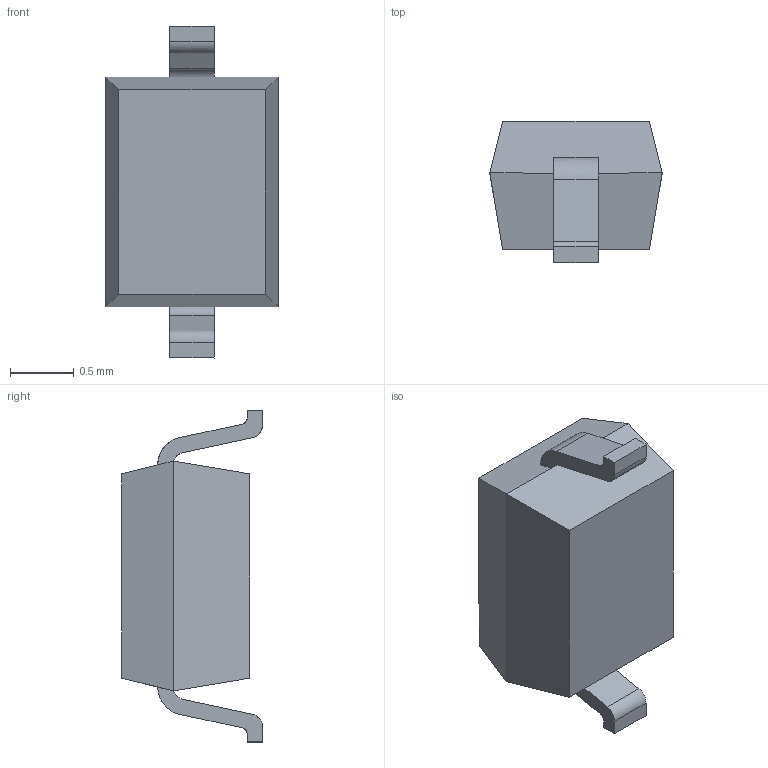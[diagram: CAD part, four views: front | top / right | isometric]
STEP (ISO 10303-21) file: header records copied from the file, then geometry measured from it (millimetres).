
FILE_DESCRIPTION(('FreeCAD Model'),'2;1');
FILE_NAME('SOD-323 01.stp','2016-01-27T22:40:50',('FreeCAD'),('FreeCAD'), 'Open CASCADE STEP processor 6.8','FreeCAD','Unknown');
FILE_SCHEMA(('AUTOMOTIVE_DESIGN_CC2 { 1 2 10303 214 -1 1 5 4 }'));
Length unit declared in the file: millimetre
Products named in the file (1): Open CASCADE STEP translator 6.8 102
Bounding box: 1.35 x 1.1 x 2.6 mm (x, y, z)
Volume: 2.2 mm3; surface area: 11.4 mm2
Topology: 1 solids, 1 shells, 33 faces, 85 edges, 54 vertices
Faces by surface type: plane 25, bspline 8
Entity records: 2675 total; most frequent: CARTESIAN_POINT 1502, B_SPLINE_CURVE_WITH_KNOTS 223, ORIENTED_EDGE 170, PCURVE 170, DEFINITIONAL_REPRESENTATION 170, EDGE_CURVE 85, SURFACE_CURVE 85, VERTEX_POINT 54
